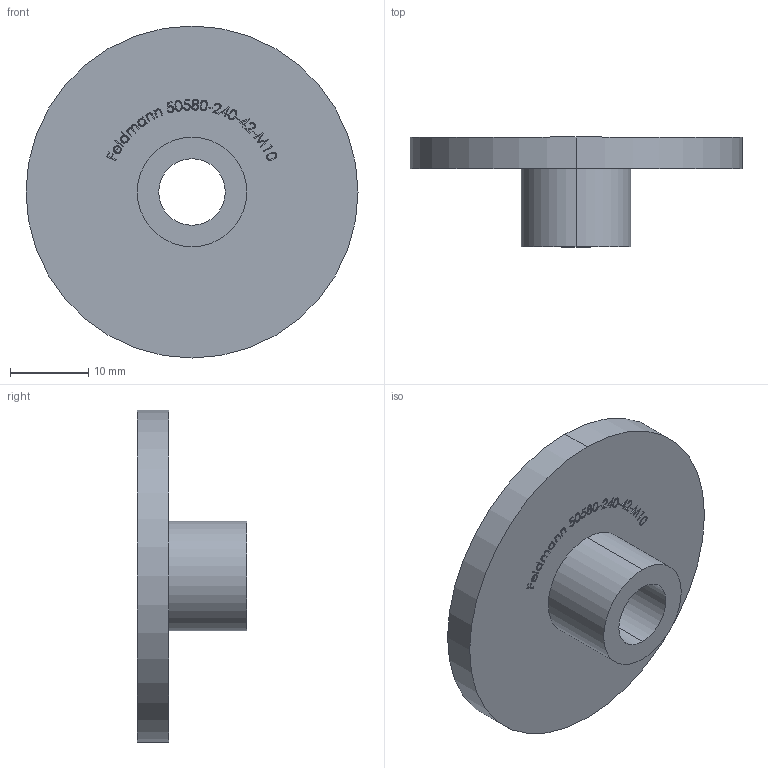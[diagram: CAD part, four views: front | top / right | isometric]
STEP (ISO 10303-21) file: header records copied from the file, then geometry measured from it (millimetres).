
FILE_DESCRIPTION (( 'STEP AP203' ), '1' );
FILE_NAME ('50580-240-42-M10.step', '2018-12-20T12:47:48', ( '' ), ( '' ), 'SwSTEP 2.0', 'SolidWorks 2015', '' );
FILE_SCHEMA (( 'CONFIG_CONTROL_DESIGN' ));
Length unit declared in the file: millimetre
Products named in the file (1): 50580-240-42-M10
Bounding box: 42.4 x 14 x 42.4 mm (x, y, z)
Volume: 6377.6 mm3; surface area: 4055.9 mm2
Topology: 1 solids, 1 shells, 310 faces, 814 edges, 542 vertices
Faces by surface type: plane 173, bspline 129, cylinder 6, cone 2
Entity records: 17231 total; most frequent: CARTESIAN_POINT 10364, ORIENTED_EDGE 1628, DIRECTION 934, EDGE_CURVE 814, VECTOR 542, VERTEX_POINT 542, LINE 542, EDGE_LOOP 348
